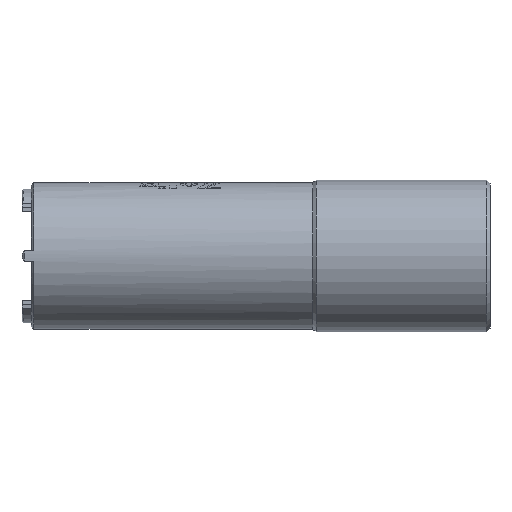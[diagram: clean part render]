
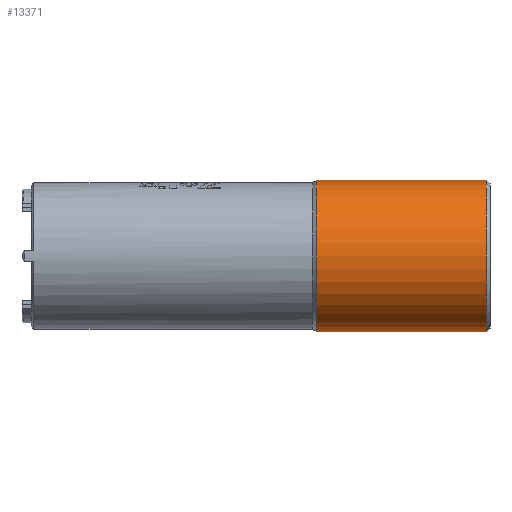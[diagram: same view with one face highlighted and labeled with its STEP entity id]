
A CAD part, front view. The second image highlights one B-rep face of the part: STEP entity #13371.
In plain terms, the highlighted cylindrical face has radius 6.4 mm (diameter 12.8 mm), a partial arc.
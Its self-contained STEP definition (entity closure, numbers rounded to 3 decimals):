
#68 = CIRCLE ( 'NONE', #11897, 6.4 ) ;
#500 = EDGE_LOOP ( 'NONE', ( #4264, #13219, #1904, #2023 ) ) ;
#1904 = ORIENTED_EDGE ( 'NONE', *, *, #5853, .T. ) ;
#1932 = DIRECTION ( 'NONE',  ( 1., 0., 0. ) ) ;
#2022 = CARTESIAN_POINT ( 'NONE',  ( 0., 0., 0. ) ) ;
#2023 = ORIENTED_EDGE ( 'NONE', *, *, #15625, .T. ) ;
#2089 = CARTESIAN_POINT ( 'NONE',  ( 0., 0., 6.4 ) ) ;
#2193 = VERTEX_POINT ( 'NONE', #10213 ) ;
#2353 = DIRECTION ( 'NONE',  ( 1., 0., 0. ) ) ;
#3344 = DIRECTION ( 'NONE',  ( 1., 0., 0. ) ) ;
#3380 = CYLINDRICAL_SURFACE ( 'NONE', #16773, 6.4 ) ;
#3470 = FACE_OUTER_BOUND ( 'NONE', #500, .T. ) ;
#3518 = AXIS2_PLACEMENT_3D ( 'NONE', #16837, #4462, #12782 ) ;
#4264 = ORIENTED_EDGE ( 'NONE', *, *, #10657, .F. ) ;
#4462 = DIRECTION ( 'NONE',  ( -1., 0., 0. ) ) ;
#5094 = DIRECTION ( 'NONE',  ( 0., 0., -1. ) ) ;
#5853 = EDGE_CURVE ( 'NONE', #11404, #9390, #10221, .T. ) ;
#7412 = CARTESIAN_POINT ( 'NONE',  ( -0.731, 0., 6.4 ) ) ;
#7800 = DIRECTION ( 'NONE',  ( 0., 0., -1. ) ) ;
#8621 = CARTESIAN_POINT ( 'NONE',  ( -15.146, 0., -6.4 ) ) ;
#8690 = VECTOR ( 'NONE', #11593, 1000. ) ;
#8881 = CARTESIAN_POINT ( 'NONE',  ( -15.146, 0., 0. ) ) ;
#9390 = VERTEX_POINT ( 'NONE', #10320 ) ;
#10213 = CARTESIAN_POINT ( 'NONE',  ( -15.146, 0., 6.4 ) ) ;
#10221 = LINE ( 'NONE', #15723, #16559 ) ;
#10320 = CARTESIAN_POINT ( 'NONE',  ( -0.731, 0., -6.4 ) ) ;
#10657 = EDGE_CURVE ( 'NONE', #2193, #17578, #14393, .T. ) ;
#11404 = VERTEX_POINT ( 'NONE', #8621 ) ;
#11593 = DIRECTION ( 'NONE',  ( 1., 0., 0. ) ) ;
#11897 = AXIS2_PLACEMENT_3D ( 'NONE', #8881, #2353, #7800 ) ;
#12782 = DIRECTION ( 'NONE',  ( 0., 0., -1. ) ) ;
#13219 = ORIENTED_EDGE ( 'NONE', *, *, #15673, .T. ) ;
#13371 = ADVANCED_FACE ( 'NONE', ( #3470 ), #3380, .T. ) ;
#14393 = LINE ( 'NONE', #2089, #8690 ) ;
#15355 = CIRCLE ( 'NONE', #3518, 6.4 ) ;
#15625 = EDGE_CURVE ( 'NONE', #9390, #17578, #15355, .T. ) ;
#15673 = EDGE_CURVE ( 'NONE', #2193, #11404, #68, .T. ) ;
#15723 = CARTESIAN_POINT ( 'NONE',  ( 0., 0., -6.4 ) ) ;
#16559 = VECTOR ( 'NONE', #3344, 1000. ) ;
#16773 = AXIS2_PLACEMENT_3D ( 'NONE', #2022, #1932, #5094 ) ;
#16837 = CARTESIAN_POINT ( 'NONE',  ( -0.731, 0., 0. ) ) ;
#17578 = VERTEX_POINT ( 'NONE', #7412 ) ;
